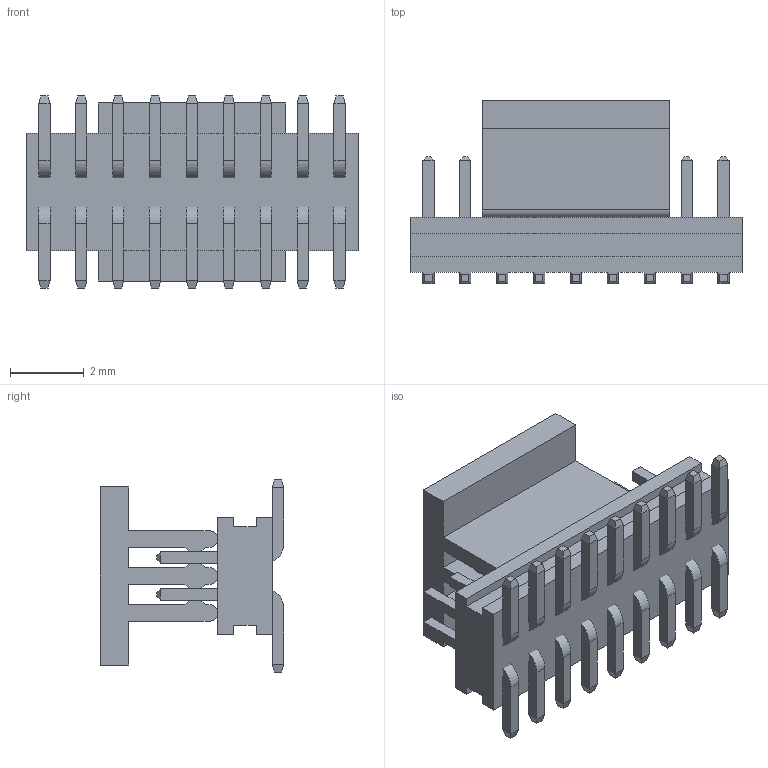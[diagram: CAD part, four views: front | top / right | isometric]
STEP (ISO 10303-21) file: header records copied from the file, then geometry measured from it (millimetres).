
FILE_DESCRIPTION( ( 'STEP AP203' ), '1' );
FILE_NAME( 'FTMH-109-03-F-DV-P-TR.stp', '2021-04-29T19:06:07', ( 'License CC BY-ND 4.0' ), ( 'CADENAS' ), ' ', 'PARTsolutions', ' ' );
FILE_SCHEMA( ( 'CONFIG_CONTROL_DESIGN' ) );
Length unit declared in the file: inch
Products named in the file (3): FTMH-109-03-F-DV-P-TR; _FTMH-109-03-F-DV-P-TR_body; _FTMH-109-03-F-DV-P-TR_pins1
Assembly tree (2 placements, depth 2):
  FTMH-109-03-F-DV-P-TR
    _FTMH-109-03-F-DV-P-TR_body
    _FTMH-109-03-F-DV-P-TR_pins1
Bounding box: 9 x 4.97 x 5.21 mm (x, y, z)
Volume: 86.9 mm3; surface area: 384.8 mm2
Topology: 2 solids, 2 shells, 437 faces, 1158 edges, 724 vertices
Faces by surface type: plane 413, cylinder 24
Entity records: 13224 total; most frequent: CARTESIAN_POINT 2322, ORIENTED_EDGE 2316, DIRECTION 2086, EDGE_CURVE 1158, LINE 1110, VECTOR 1110, VERTEX_POINT 724, AXIS2_PLACEMENT_3D 488
